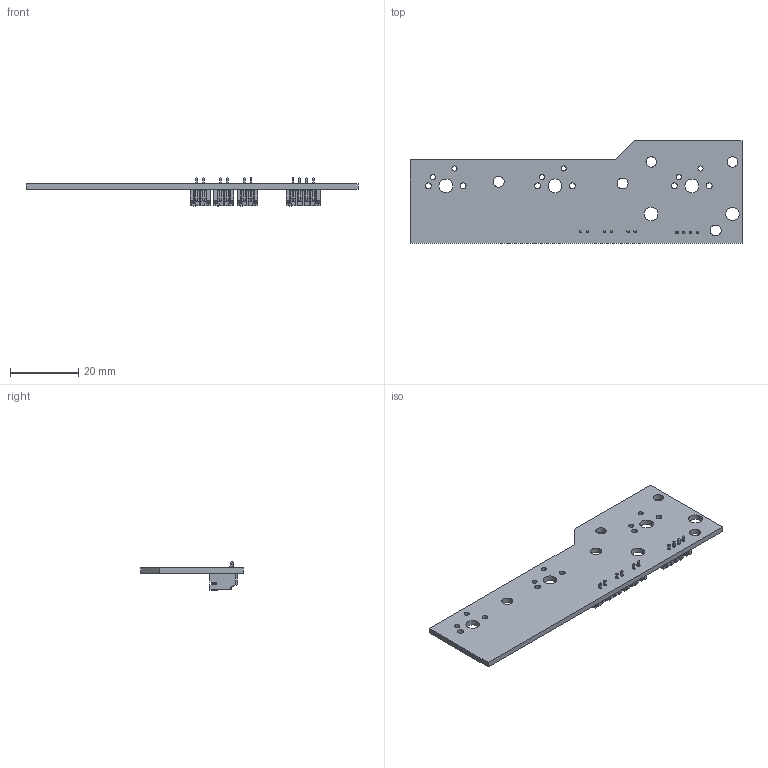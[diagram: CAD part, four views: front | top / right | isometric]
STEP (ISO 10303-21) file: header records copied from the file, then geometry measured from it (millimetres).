
FILE_DESCRIPTION(('KiCad electronic assembly'),'2;1');
FILE_NAME('KeyswitchCarrierMk3.step','2025-06-04T06:57:13',('Pcbnew'),( 'Kicad'),'Open CASCADE STEP processor 7.8','KiCad to STEP converter' ,'Unknown');
FILE_SCHEMA(('AUTOMOTIVE_DESIGN { 1 0 10303 214 1 1 1 1 }'));
Length unit declared in the file: millimetre
Products named in the file (6): KeyswitchCarrierMk3 1; JST_PH_S4B-PH-K_1x04_P2.00mm_Horizontal; JST_S4B_PH_K; JST_PH_S2B-PH-K_1x02_P2.00mm_Horizontal; JST_S2B_PH_K; KeyswitchCarrierMk3_PCB
Assembly tree (7 placements, depth 3):
  KeyswitchCarrierMk3 1
    JST_PH_S4B-PH-K_1x04_P2.00mm_Horizontal
      JST_S4B_PH_K
    JST_PH_S2B-PH-K_1x02_P2.00mm_Horizontal  x3
      JST_S2B_PH_K
    KeyswitchCarrierMk3_PCB
Bounding box: 97.15 x 30.02 x 8.25 mm (x, y, z)
Volume: 4335.9 mm3; surface area: 7004 mm2
Topology: 5 solids, 5 shells, 544 faces, 1526 edges, 996 vertices
Faces by surface type: plane 484, cylinder 60
Full cylindrical faces by diameter (mm): 0.75 x10, 1.5 x6, 1.7 x6, 3.05 x2, 3.202 x3, 4 x5
Entity records: 12459 total; most frequent: CARTESIAN_POINT 1822, ORIENTED_EDGE 1804, DIRECTION 1662, EDGE_CURVE 902, LINE 806, VECTOR 806, VERTEX_POINT 588, AXIS2_PLACEMENT_3D 428
